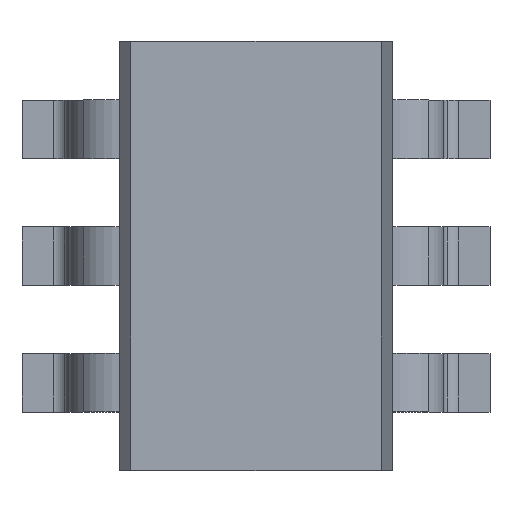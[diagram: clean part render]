
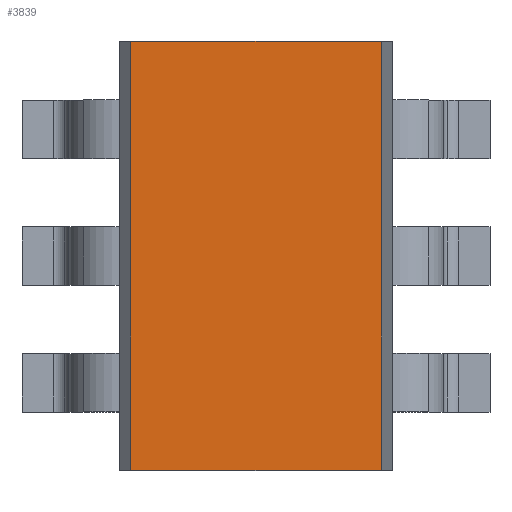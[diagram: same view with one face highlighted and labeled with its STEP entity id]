
A CAD part, top view. The second image highlights one B-rep face of the part: STEP entity #3839.
In plain terms, the highlighted planar face has unit normal (0, 0, 1).
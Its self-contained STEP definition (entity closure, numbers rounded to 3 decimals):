
#3567=CARTESIAN_POINT('',(0.642,1.1,1.1));
#3568=VERTEX_POINT('',#3567);
#3575=CARTESIAN_POINT('',(0.642,-1.1,1.1));
#3576=VERTEX_POINT('',#3575);
#3577=CARTESIAN_POINT('',(0.642,-1.1,1.1));
#3578=DIRECTION('',(0.0,1.0,0.0));
#3579=VECTOR('',#3578,2.2);
#3580=LINE('',#3577,#3579);
#3581=EDGE_CURVE('',#3576,#3568,#3580,.T.);
#3607=CARTESIAN_POINT('',(-0.642,-1.1,1.1));
#3608=VERTEX_POINT('',#3607);
#3654=CARTESIAN_POINT('',(-0.642,-1.1,1.1));
#3655=DIRECTION('',(1.0,0.0,0.0));
#3656=VECTOR('',#3655,1.285);
#3657=LINE('',#3654,#3656);
#3658=EDGE_CURVE('',#3608,#3576,#3657,.T.);
#3668=CARTESIAN_POINT('',(-0.642,1.1,1.1));
#3669=VERTEX_POINT('',#3668);
#3685=CARTESIAN_POINT('',(-0.642,1.1,1.1));
#3686=DIRECTION('',(0.0,-1.0,0.0));
#3687=VECTOR('',#3686,2.2);
#3688=LINE('',#3685,#3687);
#3689=EDGE_CURVE('',#3608,#3669,#3688,.F.);
#3708=CARTESIAN_POINT('',(0.642,1.1,1.1));
#3709=DIRECTION('',(-1.0,0.0,0.0));
#3710=VECTOR('',#3709,1.285);
#3711=LINE('',#3708,#3710);
#3712=EDGE_CURVE('',#3568,#3669,#3711,.T.);
#3828=CARTESIAN_POINT('',(0.642,-1.1,1.1));
#3829=DIRECTION('',(0.0,0.0,1.0));
#3830=DIRECTION('',(1.0,0.0,0.0));
#3831=AXIS2_PLACEMENT_3D('',#3828,#3829,#3830);
#3832=PLANE('',#3831);
#3833=ORIENTED_EDGE('',*,*,#3712,.T.);
#3834=ORIENTED_EDGE('',*,*,#3689,.F.);
#3835=ORIENTED_EDGE('',*,*,#3658,.T.);
#3836=ORIENTED_EDGE('',*,*,#3581,.T.);
#3837=EDGE_LOOP('',(#3833,#3834,#3835,#3836));
#3838=FACE_OUTER_BOUND('',#3837,.T.);
#3839=ADVANCED_FACE('',(#3838),#3832,.T.);
